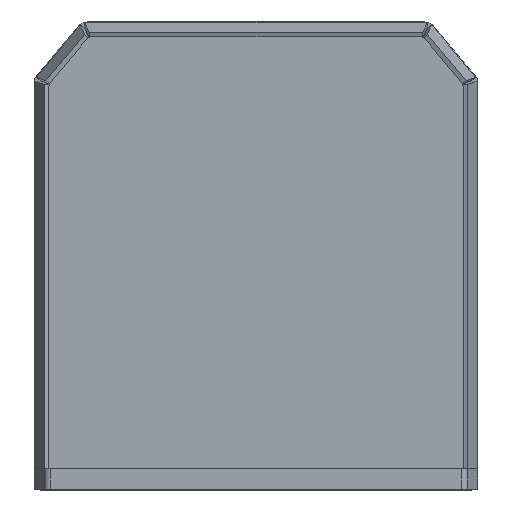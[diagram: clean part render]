
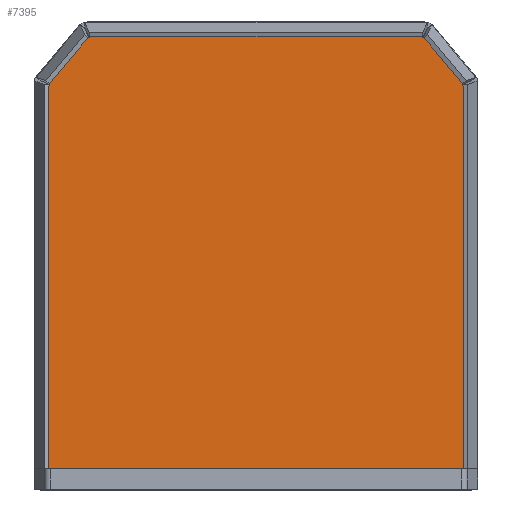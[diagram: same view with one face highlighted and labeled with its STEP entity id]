
A CAD part, front view. The second image highlights one B-rep face of the part: STEP entity #7395.
In plain terms, the highlighted planar face has unit normal (0, -1, 0.002).
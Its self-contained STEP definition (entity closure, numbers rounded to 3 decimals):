
#280=LINE('',#11505,#833);
#286=LINE('',#11520,#839);
#294=LINE('',#11545,#847);
#299=LINE('',#11558,#852);
#301=LINE('',#11561,#854);
#302=LINE('',#11563,#855);
#833=VECTOR('',#9340,10.);
#839=VECTOR('',#9354,10.);
#847=VECTOR('',#9376,10.);
#852=VECTOR('',#9391,10.);
#854=VECTOR('',#9395,10.);
#855=VECTOR('',#9398,10.);
#1504=PLANE('',#8048);
#2082=FACE_OUTER_BOUND('',#2666,.T.);
#2666=EDGE_LOOP('',(#5599,#5600,#5601,#5602,#5603,#5604,#5605,#5606,#5607,
#5608));
#3199=CIRCLE('',#8032,2.);
#3203=CIRCLE('',#8039,2.);
#3204=CIRCLE('',#8042,2.);
#3205=CIRCLE('',#8044,2.);
#3635=VERTEX_POINT('',#11502);
#3636=VERTEX_POINT('',#11504);
#3639=VERTEX_POINT('',#11511);
#3640=VERTEX_POINT('',#11513);
#3649=VERTEX_POINT('',#11538);
#3650=VERTEX_POINT('',#11540);
#3651=VERTEX_POINT('',#11544);
#3652=VERTEX_POINT('',#11548);
#3653=VERTEX_POINT('',#11552);
#3654=VERTEX_POINT('',#11554);
#4347=EDGE_CURVE('',#3635,#3636,#280,.T.);
#4351=EDGE_CURVE('',#3639,#3640,#3199,.T.);
#4355=EDGE_CURVE('',#3636,#3639,#286,.T.);
#4365=EDGE_CURVE('',#3649,#3650,#3203,.T.);
#4367=EDGE_CURVE('',#3650,#3651,#294,.T.);
#4369=EDGE_CURVE('',#3651,#3652,#3204,.T.);
#4372=EDGE_CURVE('',#3653,#3654,#3205,.T.);
#4374=EDGE_CURVE('',#3654,#3635,#299,.T.);
#4376=EDGE_CURVE('',#3652,#3653,#301,.T.);
#4377=EDGE_CURVE('',#3640,#3649,#302,.T.);
#5599=ORIENTED_EDGE('',*,*,#4351,.F.);
#5600=ORIENTED_EDGE('',*,*,#4355,.F.);
#5601=ORIENTED_EDGE('',*,*,#4347,.F.);
#5602=ORIENTED_EDGE('',*,*,#4374,.F.);
#5603=ORIENTED_EDGE('',*,*,#4372,.F.);
#5604=ORIENTED_EDGE('',*,*,#4376,.F.);
#5605=ORIENTED_EDGE('',*,*,#4369,.F.);
#5606=ORIENTED_EDGE('',*,*,#4367,.F.);
#5607=ORIENTED_EDGE('',*,*,#4365,.F.);
#5608=ORIENTED_EDGE('',*,*,#4377,.F.);
#7395=ADVANCED_FACE('',(#2082),#1504,.F.);
#8032=AXIS2_PLACEMENT_3D('',#11514,#9347,#9348);
#8039=AXIS2_PLACEMENT_3D('',#11541,#9371,#9372);
#8042=AXIS2_PLACEMENT_3D('',#11549,#9380,#9381);
#8044=AXIS2_PLACEMENT_3D('',#11555,#9386,#9387);
#8048=AXIS2_PLACEMENT_3D('',#11564,#9399,#9400);
#9340=DIRECTION('',(-1.,0.,0.));
#9347=DIRECTION('center_axis',(0.,1.,
-0.002));
#9348=DIRECTION('ref_axis',(-0.94,0.001,0.342));
#9354=DIRECTION('',(0.,0.002,1.));
#9371=DIRECTION('center_axis',(0.,1.,
-0.002));
#9372=DIRECTION('ref_axis',(-0.423,0.001,0.906));
#9376=DIRECTION('',(1.,0.,0.));
#9380=DIRECTION('center_axis',(0.,1.,
-0.002));
#9381=DIRECTION('ref_axis',(0.423,0.001,0.906));
#9386=DIRECTION('center_axis',(0.,1.,
-0.002));
#9387=DIRECTION('ref_axis',(0.94,0.001,0.342));
#9391=DIRECTION('',(0.,-0.002,-1.));
#9395=DIRECTION('',(0.643,-0.001,-0.766));
#9398=DIRECTION('',(0.643,0.001,0.766));
#9399=DIRECTION('center_axis',(0.,1.,
-0.002));
#9400=DIRECTION('ref_axis',(-1.,0.,0.));
#11502=CARTESIAN_POINT('',(70.,-75.069,-75.629));
#11504=CARTESIAN_POINT('',(-70.,-75.069,-75.629));
#11505=CARTESIAN_POINT('',(70.,-75.069,-75.629));
#11511=CARTESIAN_POINT('',(-70.,-74.873,53.556));
#11513=CARTESIAN_POINT('',(-69.532,-74.871,54.842));
#11514=CARTESIAN_POINT('Origin',(-68.,-74.873,53.556));
#11520=CARTESIAN_POINT('',(-70.,-75.069,-75.629));
#11538=CARTESIAN_POINT('',(-57.101,-74.849,69.657));
#11540=CARTESIAN_POINT('',(-55.569,-74.848,70.371));
#11541=CARTESIAN_POINT('Origin',(-55.569,-74.851,68.371));
#11544=CARTESIAN_POINT('',(55.569,-74.848,70.371));
#11545=CARTESIAN_POINT('',(-56.501,-74.848,70.371));
#11548=CARTESIAN_POINT('',(57.101,-74.849,69.657));
#11549=CARTESIAN_POINT('Origin',(55.569,-74.851,68.371));
#11552=CARTESIAN_POINT('',(69.532,-74.871,54.842));
#11554=CARTESIAN_POINT('',(70.,-74.873,53.556));
#11555=CARTESIAN_POINT('Origin',(68.,-74.873,53.556));
#11558=CARTESIAN_POINT('',(70.,-74.872,54.284));
#11561=CARTESIAN_POINT('',(56.501,-74.848,70.371));
#11563=CARTESIAN_POINT('',(-70.,-74.872,54.284));
#11564=CARTESIAN_POINT('Origin',(0.,-74.962,
-5.03));
